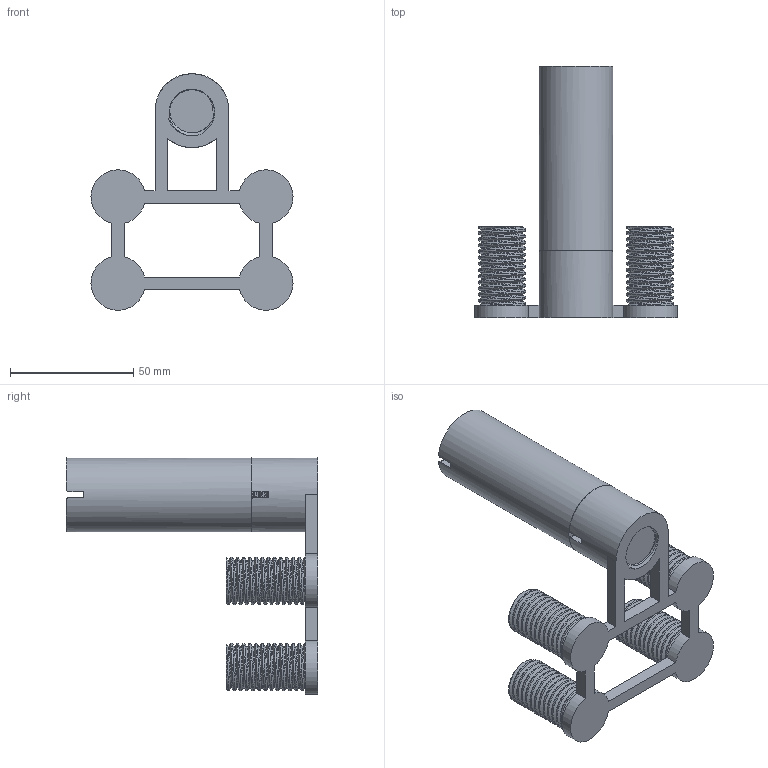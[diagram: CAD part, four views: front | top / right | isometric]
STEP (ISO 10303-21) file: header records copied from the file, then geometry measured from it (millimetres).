
FILE_DESCRIPTION(/* description */ (''),/* implementation_level */ '2;1');
FILE_NAME(/* name */ 'P3 Holder for color checker v1.step',/* time_stamp */ '2024-12-15T13:55:25+01:00',/* author */ (''),/* organization */ (''),/* preprocessor_version */ 'ST-DEVELOPER v20',/* originating_system */ 'Autodesk Translation Framework v13.20.0.188',/* authorisation */ '');
FILE_SCHEMA (('AUTOMOTIVE_DESIGN { 1 0 10303 214 3 1 1 }'));
Length unit declared in the file: millimetre
Products named in the file (1): P3 Holder for color checker
Bounding box: 82 x 102 x 96 mm (x, y, z)
Volume: 108008.2 mm3; surface area: 37605.2 mm2
Topology: 2 solids, 2 shells, 388 faces, 1138 edges, 757 vertices
Faces by surface type: cylinder 249, bspline 100, plane 39
Full cylindrical faces by diameter (mm): 16.938 x57, 19.25 x48, 20.293 x14, 30 x2
Entity records: 34636 total; most frequent: CARTESIAN_POINT 25874, ORIENTED_EDGE 2276, EDGE_CURVE 1138, DIRECTION 1100, VERTEX_POINT 757, B_SPLINE_CURVE_WITH_KNOTS 684, EDGE_LOOP 397, FACE_OUTER_BOUND 388
